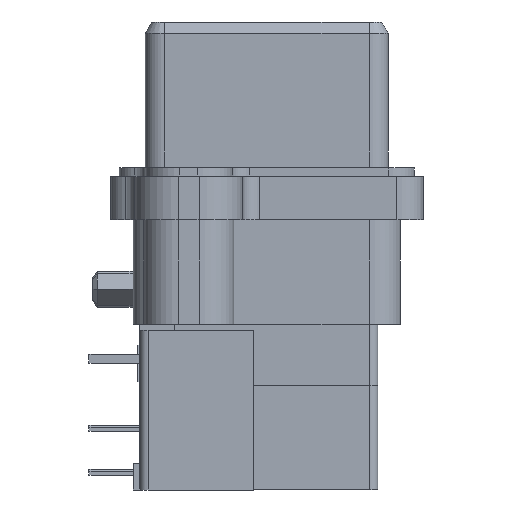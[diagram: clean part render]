
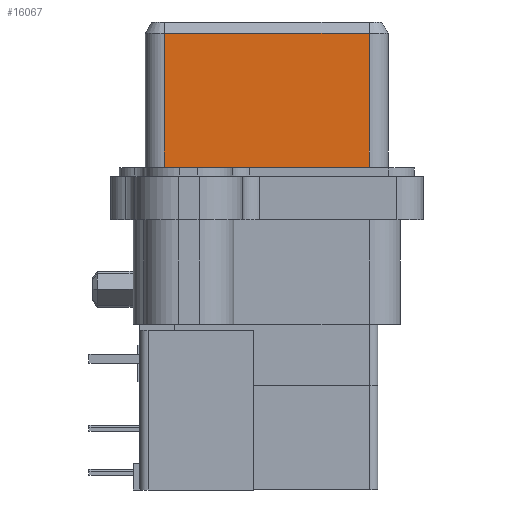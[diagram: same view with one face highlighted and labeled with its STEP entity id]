
A CAD part, left-side view. The second image highlights one B-rep face of the part: STEP entity #16067.
In plain terms, the highlighted planar face has unit normal (-1, 0, 0).
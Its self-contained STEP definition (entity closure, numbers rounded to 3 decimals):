
#433=PLANE('',#17083);
#1011=FACE_OUTER_BOUND('',#1921,.T.);
#1921=EDGE_LOOP('',(#11322,#11323,#11324,#11325));
#2951=LINE('',#23250,#4697);
#2995=LINE('',#23414,#4741);
#3004=LINE('',#23437,#4750);
#3005=LINE('',#23440,#4751);
#4697=VECTOR('',#18667,1000.);
#4741=VECTOR('',#18815,1000.);
#4750=VECTOR('',#18840,1000.);
#4751=VECTOR('',#18845,1000.);
#6998=VERTEX_POINT('',#23247);
#6999=VERTEX_POINT('',#23249);
#7067=VERTEX_POINT('',#23412);
#7073=VERTEX_POINT('',#23436);
#8622=EDGE_CURVE('',#6998,#6999,#2951,.T.);
#8706=EDGE_CURVE('',#7067,#6998,#2995,.T.);
#8717=EDGE_CURVE('',#6999,#7073,#3004,.T.);
#8719=EDGE_CURVE('',#7067,#7073,#3005,.T.);
#11322=ORIENTED_EDGE('',*,*,#8706,.F.);
#11323=ORIENTED_EDGE('',*,*,#8719,.T.);
#11324=ORIENTED_EDGE('',*,*,#8717,.F.);
#11325=ORIENTED_EDGE('',*,*,#8622,.F.);
#16067=ADVANCED_FACE('',(#1011),#433,.T.);
#17083=AXIS2_PLACEMENT_3D('',#23439,#18843,#18844);
#18667=DIRECTION('',(0.,1.,0.));
#18815=DIRECTION('',(0.,0.,-1.));
#18840=DIRECTION('',(0.,0.,1.));
#18843=DIRECTION('center_axis',(-1.,0.,0.));
#18844=DIRECTION('ref_axis',(0.,0.,1.));
#18845=DIRECTION('',(0.,1.,0.));
#23247=CARTESIAN_POINT('',(-8.,-5.9,-7.));
#23249=CARTESIAN_POINT('',(-8.,5.9,-7.));
#23250=CARTESIAN_POINT('',(-8.,-7.,-7.));
#23412=CARTESIAN_POINT('',(-8.,-5.9,1.75));
#23414=CARTESIAN_POINT('',(-8.,-5.9,-2.625));
#23436=CARTESIAN_POINT('',(-8.,5.9,1.75));
#23437=CARTESIAN_POINT('',(-8.,5.9,-2.625));
#23439=CARTESIAN_POINT('Origin',(-8.,-5.9,-15.));
#23440=CARTESIAN_POINT('',(-8.,-5.9,1.75));
